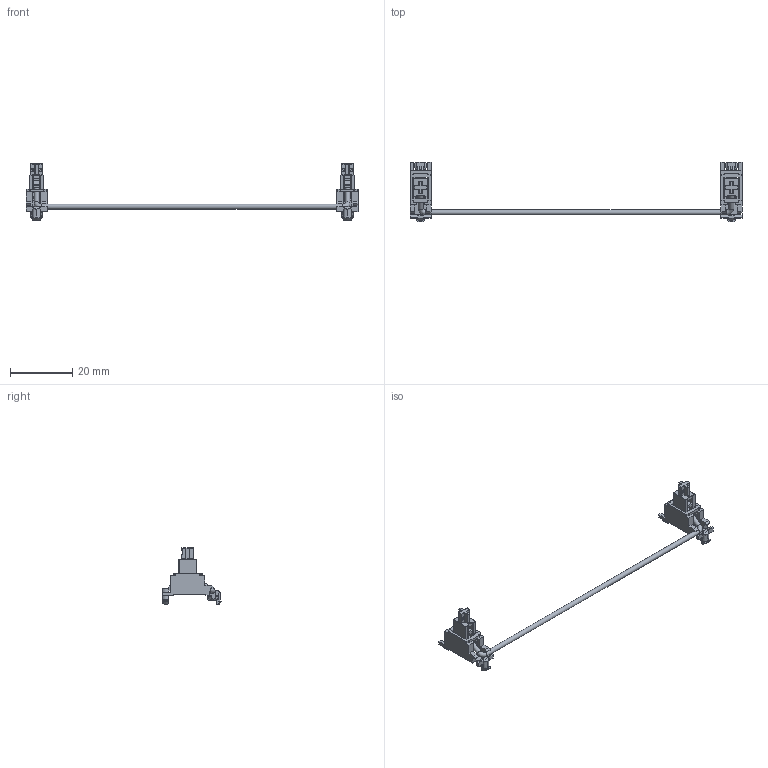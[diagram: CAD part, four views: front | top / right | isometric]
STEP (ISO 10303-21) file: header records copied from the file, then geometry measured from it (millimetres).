
FILE_DESCRIPTION(('FreeCAD Model'),'2;1');
FILE_NAME('Stabilizer_Cherry_MX_6_25u_cp.step', '2020-09-29T21:05:51',('EXTRA StepUp'),('ksu MCAD'), 'Open CASCADE STEP processor 7.4','FreeCAD','Unknown');
FILE_SCHEMA(('AUTOMOTIVE_DESIGN { 1 0 10303 214 1 1 1 1 }'));
Length unit declared in the file: millimetre
Products named in the file (1): Stabilizer_Cherry_MX_6_25u_cp
Bounding box: 106.8 x 19.2 x 18.3 mm (x, y, z)
Volume: 1086.7 mm3; surface area: 2777.3 mm2
Topology: 5 solids, 5 shells, 931 faces, 2477 edges, 1500 vertices
Faces by surface type: plane 386, cylinder 341, bspline 64, torus 56, sphere 52, revolution 20, cone 12
Full cylindrical faces by diameter (mm): 1.6 x3
Entity records: 39051 total; most frequent: CARTESIAN_POINT 10355, ORIENTED_EDGE 4842, DIRECTION 4421, EDGE_CURVE 2421, AXIS2_PLACEMENT_3D 1500, VERTEX_POINT 1500, LINE 1401, VECTOR 1401
